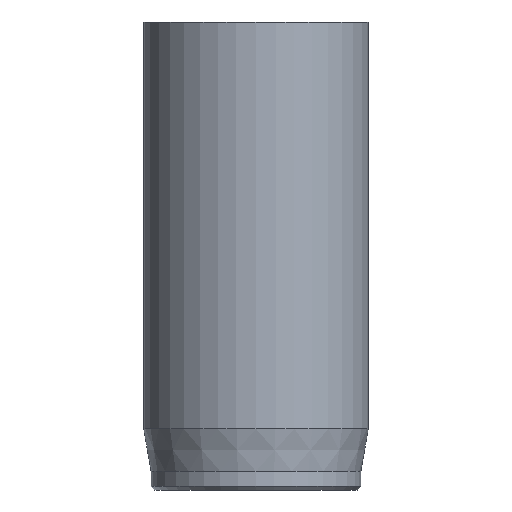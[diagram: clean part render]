
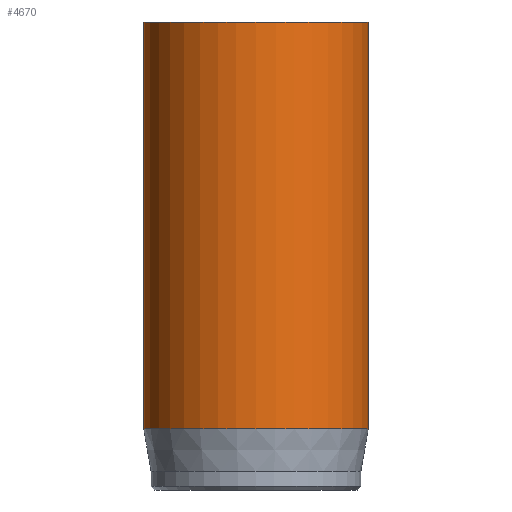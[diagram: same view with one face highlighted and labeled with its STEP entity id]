
A CAD part, front view. The second image highlights one B-rep face of the part: STEP entity #4670.
In plain terms, the highlighted cylindrical face has radius 6 mm (diameter 12 mm), a full revolution.
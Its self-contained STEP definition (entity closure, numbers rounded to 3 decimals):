
#32=CYLINDRICAL_SURFACE('',#4847,6.);
#47=CIRCLE('',#4817,6.);
#63=CIRCLE('',#4845,6.);
#64=CIRCLE('',#4846,6.);
#424=FACE_OUTER_BOUND('',#703,.T.);
#703=EDGE_LOOP('',(#4172,#4173,#4174,#4175,#4176));
#1043=LINE('',#8875,#1389);
#1389=VECTOR('',#5407,6.);
#2144=VERTEX_POINT('',#8817);
#2160=VERTEX_POINT('',#8869);
#2161=VERTEX_POINT('',#8870);
#2812=EDGE_CURVE('',#2144,#2144,#47,.T.);
#2836=EDGE_CURVE('',#2160,#2161,#63,.T.);
#2837=EDGE_CURVE('',#2161,#2160,#64,.T.);
#2839=EDGE_CURVE('',#2144,#2160,#1043,.T.);
#4172=ORIENTED_EDGE('',*,*,#2812,.T.);
#4173=ORIENTED_EDGE('',*,*,#2839,.T.);
#4174=ORIENTED_EDGE('',*,*,#2836,.T.);
#4175=ORIENTED_EDGE('',*,*,#2837,.T.);
#4176=ORIENTED_EDGE('',*,*,#2839,.F.);
#4670=ADVANCED_FACE('',(#424),#32,.T.);
#4817=AXIS2_PLACEMENT_3D('',#8818,#5336,#5337);
#4845=AXIS2_PLACEMENT_3D('',#8871,#5400,#5401);
#4846=AXIS2_PLACEMENT_3D('',#8872,#5402,#5403);
#4847=AXIS2_PLACEMENT_3D('',#8874,#5405,#5406);
#5336=DIRECTION('center_axis',(0.,0.,-1.));
#5337=DIRECTION('ref_axis',(-1.,0.,0.));
#5400=DIRECTION('center_axis',(0.,0.,1.));
#5401=DIRECTION('ref_axis',(-1.,0.,0.));
#5402=DIRECTION('center_axis',(0.,0.,1.));
#5403=DIRECTION('ref_axis',(-1.,0.,0.));
#5405=DIRECTION('center_axis',(0.,0.,1.));
#5406=DIRECTION('ref_axis',(-1.,0.,0.));
#5407=DIRECTION('',(0.,0.,-1.));
#8817=CARTESIAN_POINT('',(6.,0.,25.));
#8818=CARTESIAN_POINT('Origin',(0.,0.,25.));
#8869=CARTESIAN_POINT('',(6.,0.,3.269));
#8870=CARTESIAN_POINT('',(-6.,0.,3.269));
#8871=CARTESIAN_POINT('Origin',(0.,0.,3.269));
#8872=CARTESIAN_POINT('Origin',(0.,0.,3.269));
#8874=CARTESIAN_POINT('Origin',(0.,0.,0.));
#8875=CARTESIAN_POINT('',(6.,0.,0.));
